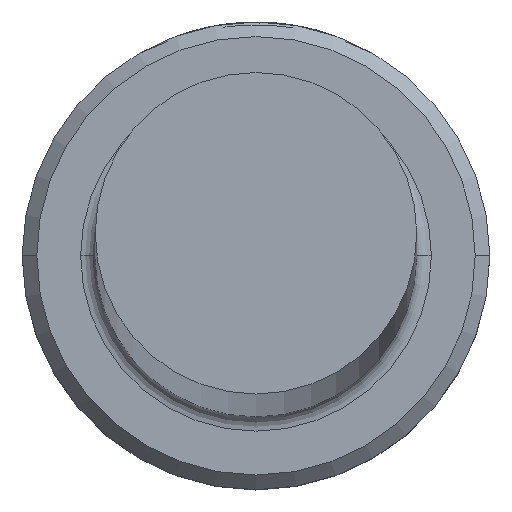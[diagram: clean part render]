
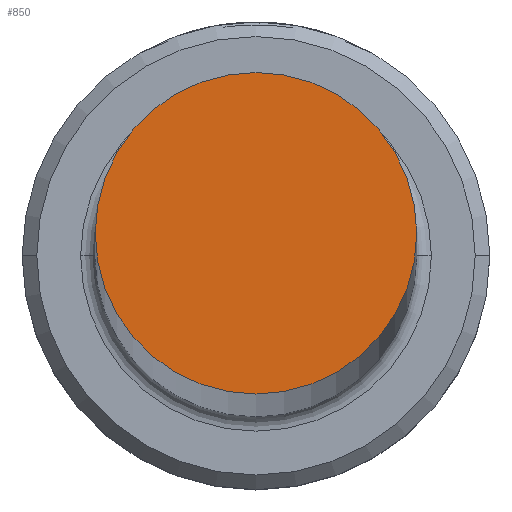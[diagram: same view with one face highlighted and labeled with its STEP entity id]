
A CAD part, top view. The second image highlights one B-rep face of the part: STEP entity #850.
In plain terms, the highlighted planar face has unit normal (0, 0, 1).
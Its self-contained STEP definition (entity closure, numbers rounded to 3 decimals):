
#235 = EDGE_CURVE ( 'NONE', #686, #403, #945, .T. ) ;
#313 = CARTESIAN_POINT ( 'NONE',  ( 5.5, 0., 450. ) ) ;
#358 = AXIS2_PLACEMENT_3D ( 'NONE', #930, #361, #1020 ) ;
#361 = DIRECTION ( 'NONE',  ( 0., 0., 1. ) ) ;
#403 = VERTEX_POINT ( 'NONE', #313 ) ;
#445 = DIRECTION ( 'NONE',  ( 0., 0., 1. ) ) ;
#517 = ORIENTED_EDGE ( 'NONE', *, *, #867, .T. ) ;
#524 = AXIS2_PLACEMENT_3D ( 'NONE', #1004, #445, #1092 ) ;
#545 = CARTESIAN_POINT ( 'NONE',  ( 0., 0., 450. ) ) ;
#611 = FACE_OUTER_BOUND ( 'NONE', #735, .T. ) ;
#635 = AXIS2_PLACEMENT_3D ( 'NONE', #545, #1179, #636 ) ;
#636 = DIRECTION ( 'NONE',  ( 1., 0., 0. ) ) ;
#686 = VERTEX_POINT ( 'NONE', #956 ) ;
#735 = EDGE_LOOP ( 'NONE', ( #788, #517 ) ) ;
#788 = ORIENTED_EDGE ( 'NONE', *, *, #235, .T. ) ;
#796 = CIRCLE ( 'NONE', #635, 5.5 ) ;
#850 = ADVANCED_FACE ( 'NONE', ( #611 ), #1173, .T. ) ;
#867 = EDGE_CURVE ( 'NONE', #403, #686, #796, .T. ) ;
#930 = CARTESIAN_POINT ( 'NONE',  ( 0., 0., 450. ) ) ;
#945 = CIRCLE ( 'NONE', #358, 5.5 ) ;
#956 = CARTESIAN_POINT ( 'NONE',  ( -5.5, 0., 450. ) ) ;
#1004 = CARTESIAN_POINT ( 'NONE',  ( 0., 0., 450. ) ) ;
#1020 = DIRECTION ( 'NONE',  ( 1., 0., 0. ) ) ;
#1092 = DIRECTION ( 'NONE',  ( 1., 0., 0. ) ) ;
#1173 = PLANE ( 'NONE',  #524 ) ;
#1179 = DIRECTION ( 'NONE',  ( 0., 0., 1. ) ) ;
